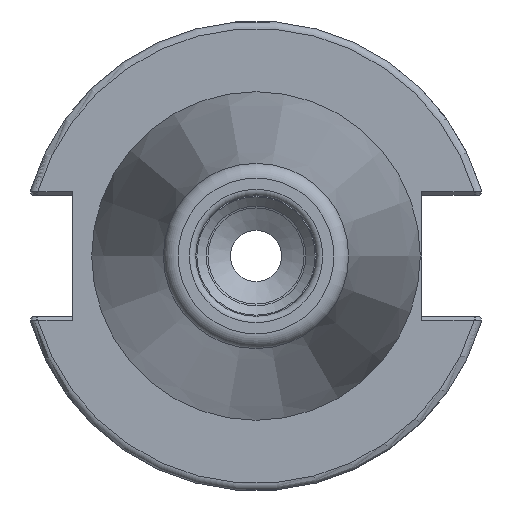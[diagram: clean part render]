
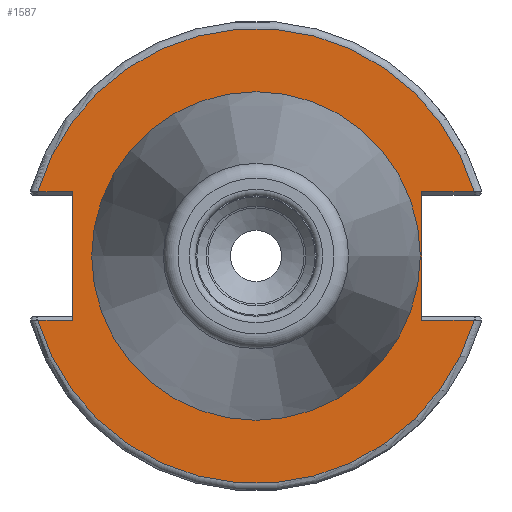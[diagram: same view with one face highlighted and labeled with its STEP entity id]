
A CAD part, left-side view. The second image highlights one B-rep face of the part: STEP entity #1587.
In plain terms, the highlighted planar face has unit normal (-1, 0, 0).
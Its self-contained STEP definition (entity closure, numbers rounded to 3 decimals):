
#91=FACE_BOUND('',#269,.T.);
#101=PLANE('',#1732);
#174=FACE_OUTER_BOUND('',#268,.T.);
#268=EDGE_LOOP('',(#1168,#1169,#1170,#1171,#1172,#1173,#1174,#1175));
#269=EDGE_LOOP('',(#1176,#1177));
#362=LINE('',#2474,#464);
#364=LINE('',#2542,#466);
#365=LINE('',#2544,#467);
#366=LINE('',#2548,#468);
#367=LINE('',#2550,#469);
#368=LINE('',#2551,#470);
#464=VECTOR('',#1962,10.);
#466=VECTOR('',#1980,10.);
#467=VECTOR('',#1981,10.);
#468=VECTOR('',#1984,10.);
#469=VECTOR('',#1985,10.);
#470=VECTOR('',#1986,10.);
#581=CIRCLE('',#1731,30.775);
#582=CIRCLE('',#1733,30.775);
#583=CIRCLE('',#1734,22.225);
#584=CIRCLE('',#1735,22.225);
#679=VERTEX_POINT('',#2467);
#682=VERTEX_POINT('',#2472);
#688=VERTEX_POINT('',#2520);
#690=VERTEX_POINT('',#2541);
#691=VERTEX_POINT('',#2543);
#692=VERTEX_POINT('',#2545);
#693=VERTEX_POINT('',#2547);
#694=VERTEX_POINT('',#2549);
#695=VERTEX_POINT('',#2552);
#696=VERTEX_POINT('',#2553);
#860=EDGE_CURVE('',#682,#679,#362,.T.);
#870=EDGE_CURVE('',#679,#688,#581,.T.);
#873=EDGE_CURVE('',#682,#690,#364,.T.);
#874=EDGE_CURVE('',#691,#690,#365,.T.);
#875=EDGE_CURVE('',#692,#691,#582,.T.);
#876=EDGE_CURVE('',#693,#692,#366,.T.);
#877=EDGE_CURVE('',#693,#694,#367,.T.);
#878=EDGE_CURVE('',#688,#694,#368,.T.);
#879=EDGE_CURVE('',#695,#696,#583,.T.);
#880=EDGE_CURVE('',#696,#695,#584,.T.);
#1168=ORIENTED_EDGE('',*,*,#860,.F.);
#1169=ORIENTED_EDGE('',*,*,#873,.T.);
#1170=ORIENTED_EDGE('',*,*,#874,.F.);
#1171=ORIENTED_EDGE('',*,*,#875,.F.);
#1172=ORIENTED_EDGE('',*,*,#876,.F.);
#1173=ORIENTED_EDGE('',*,*,#877,.T.);
#1174=ORIENTED_EDGE('',*,*,#878,.F.);
#1175=ORIENTED_EDGE('',*,*,#870,.F.);
#1176=ORIENTED_EDGE('',*,*,#879,.T.);
#1177=ORIENTED_EDGE('',*,*,#880,.T.);
#1587=ADVANCED_FACE('',(#174,#91),#101,.T.);
#1731=AXIS2_PLACEMENT_3D('',#2521,#1976,#1977);
#1732=AXIS2_PLACEMENT_3D('',#2540,#1978,#1979);
#1733=AXIS2_PLACEMENT_3D('',#2546,#1982,#1983);
#1734=AXIS2_PLACEMENT_3D('',#2554,#1987,#1988);
#1735=AXIS2_PLACEMENT_3D('',#2555,#1989,#1990);
#1962=DIRECTION('',(0.,-1.,0.));
#1976=DIRECTION('center_axis',(1.,0.,0.));
#1977=DIRECTION('ref_axis',(0.,0.,-1.));
#1978=DIRECTION('center_axis',(-1.,0.,0.));
#1979=DIRECTION('ref_axis',(0.,0.,1.));
#1980=DIRECTION('',(0.,0.,1.));
#1981=DIRECTION('',(0.,1.,0.));
#1982=DIRECTION('center_axis',(1.,0.,0.));
#1983=DIRECTION('ref_axis',(0.,0.,-1.));
#1984=DIRECTION('',(0.,1.,0.));
#1985=DIRECTION('',(0.,0.,-1.));
#1986=DIRECTION('',(0.,-1.,0.));
#1987=DIRECTION('center_axis',(1.,0.,0.));
#1988=DIRECTION('ref_axis',(0.,0.,-1.));
#1989=DIRECTION('center_axis',(1.,0.,0.));
#1990=DIRECTION('ref_axis',(0.,0.,-1.));
#2467=CARTESIAN_POINT('',(3.175,-29.523,-8.69));
#2472=CARTESIAN_POINT('',(3.175,-22.41,-8.69));
#2474=CARTESIAN_POINT('',(3.175,-4.878,-8.69));
#2520=CARTESIAN_POINT('',(3.175,29.523,-8.69));
#2521=CARTESIAN_POINT('Origin',(3.175,0.,
0.));
#2540=CARTESIAN_POINT('Origin',(3.175,30.775,0.));
#2541=CARTESIAN_POINT('',(3.175,-22.41,8.69));
#2542=CARTESIAN_POINT('',(3.175,-22.41,-4.095));
#2543=CARTESIAN_POINT('',(3.175,-29.523,8.69));
#2544=CARTESIAN_POINT('',(3.175,4.182,8.69));
#2545=CARTESIAN_POINT('',(3.175,29.523,8.69));
#2546=CARTESIAN_POINT('Origin',(3.175,0.,
0.));
#2547=CARTESIAN_POINT('',(3.175,24.8,8.69));
#2548=CARTESIAN_POINT('',(3.175,32.958,8.69));
#2549=CARTESIAN_POINT('',(3.175,24.8,-8.69));
#2550=CARTESIAN_POINT('',(3.175,24.8,4.095));
#2551=CARTESIAN_POINT('',(3.175,27.788,-8.69));
#2552=CARTESIAN_POINT('',(3.175,22.225,0.));
#2553=CARTESIAN_POINT('',(3.175,-22.225,0.));
#2554=CARTESIAN_POINT('Origin',(3.175,0.,
0.));
#2555=CARTESIAN_POINT('Origin',(3.175,0.,
0.));
